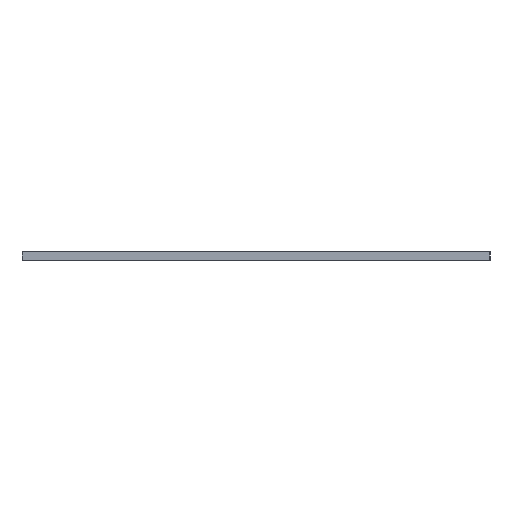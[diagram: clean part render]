
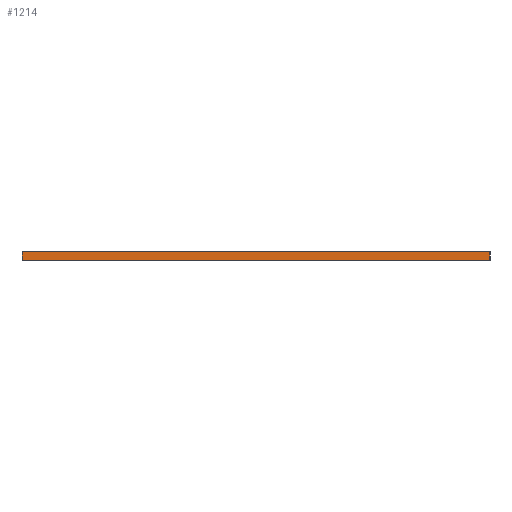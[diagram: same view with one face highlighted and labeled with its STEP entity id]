
A CAD part, left-side view. The second image highlights one B-rep face of the part: STEP entity #1214.
In plain terms, the highlighted planar face has unit normal (-1, 0, 0).
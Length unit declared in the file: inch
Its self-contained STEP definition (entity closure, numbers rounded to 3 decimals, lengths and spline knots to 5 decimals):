
#15=LINE('',#1841,#107);
#48=LINE('',#1950,#140);
#49=LINE('',#1953,#141);
#50=LINE('',#1954,#142);
#107=VECTOR('',#1499,39.37008);
#140=VECTOR('',#1588,39.37008);
#141=VECTOR('',#1591,39.37008);
#142=VECTOR('',#1592,39.37008);
#203=PLANE('',#1347);
#318=FACE_OUTER_BOUND('',#419,.T.);
#419=EDGE_LOOP('',(#946,#947,#948,#949));
#583=VERTEX_POINT('',#1837);
#585=VERTEX_POINT('',#1840);
#633=VERTEX_POINT('',#1948);
#634=VERTEX_POINT('',#1952);
#702=EDGE_CURVE('',#585,#583,#15,.T.);
#757=EDGE_CURVE('',#583,#633,#48,.T.);
#758=EDGE_CURVE('',#634,#633,#49,.T.);
#759=EDGE_CURVE('',#585,#634,#50,.T.);
#946=ORIENTED_EDGE('',*,*,#757,.T.);
#947=ORIENTED_EDGE('',*,*,#758,.F.);
#948=ORIENTED_EDGE('',*,*,#759,.F.);
#949=ORIENTED_EDGE('',*,*,#702,.T.);
#1214=ADVANCED_FACE('',(#318),#203,.F.);
#1347=AXIS2_PLACEMENT_3D('',#1951,#1589,#1590);
#1499=DIRECTION('',(0.,-1.,0.));
#1588=DIRECTION('',(0.,0.,1.));
#1589=DIRECTION('center_axis',(1.,0.,0.));
#1590=DIRECTION('ref_axis',(0.,0.,-1.));
#1591=DIRECTION('',(0.,-1.,0.));
#1592=DIRECTION('',(0.,0.,1.));
#1837=CARTESIAN_POINT('',(-23.52895,-1.41611,59.62819));
#1840=CARTESIAN_POINT('',(-23.52895,12.58389,59.62819));
#1841=CARTESIAN_POINT('',(-23.52895,5.58389,59.62819));
#1948=CARTESIAN_POINT('',(-23.52895,-1.41611,59.87819));
#1950=CARTESIAN_POINT('',(-23.52895,-1.41611,59.87819));
#1951=CARTESIAN_POINT('Origin',(-23.52895,5.58389,59.87819));
#1952=CARTESIAN_POINT('',(-23.52895,12.58389,59.87819));
#1953=CARTESIAN_POINT('',(-23.52895,5.58389,59.87819));
#1954=CARTESIAN_POINT('',(-23.52895,12.58389,59.87819));
